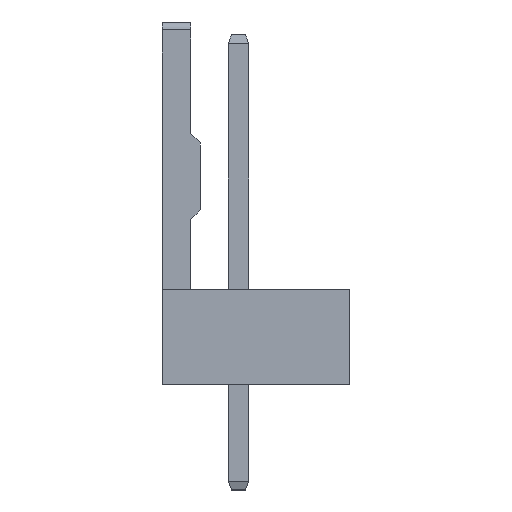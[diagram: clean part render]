
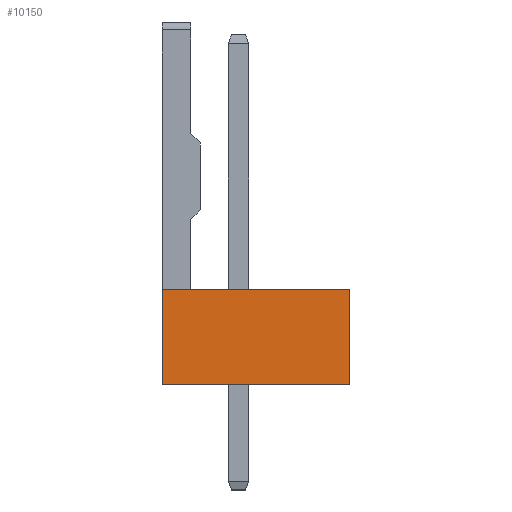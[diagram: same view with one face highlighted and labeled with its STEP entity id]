
A CAD part, left-side view. The second image highlights one B-rep face of the part: STEP entity #10150.
In plain terms, the highlighted planar face has unit normal (-1, 0, 0).
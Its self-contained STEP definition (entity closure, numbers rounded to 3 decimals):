
#498 = DIRECTION ( 'NONE',  ( 0., -1., 0. ) ) ;
#951 = CARTESIAN_POINT ( 'NONE',  ( -1.27, -3.5, 0. ) ) ;
#1013 = ORIENTED_EDGE ( 'NONE', *, *, #9826, .T. ) ;
#1131 = LINE ( 'NONE', #2848, #7929 ) ;
#1517 = LINE ( 'NONE', #8932, #9330 ) ;
#1616 = VERTEX_POINT ( 'NONE', #9037 ) ;
#1928 = DIRECTION ( 'NONE',  ( -1., 0., 0. ) ) ;
#2150 = DIRECTION ( 'NONE',  ( 0., 1., 0. ) ) ;
#2800 = CARTESIAN_POINT ( 'NONE',  ( -1.27, 2.4, 0. ) ) ;
#2848 = CARTESIAN_POINT ( 'NONE',  ( -1.27, 2.4, 0. ) ) ;
#2975 = LINE ( 'NONE', #3961, #8571 ) ;
#3005 = ORIENTED_EDGE ( 'NONE', *, *, #4871, .T. ) ;
#3556 = CARTESIAN_POINT ( 'NONE',  ( -1.27, 2.4, 3. ) ) ;
#3568 = EDGE_CURVE ( 'NONE', #6729, #1616, #9687, .T. ) ;
#3961 = CARTESIAN_POINT ( 'NONE',  ( -1.27, 2.4, 0. ) ) ;
#4412 = EDGE_CURVE ( 'NONE', #5977, #10672, #1131, .T. ) ;
#4871 = EDGE_CURVE ( 'NONE', #1616, #10672, #1517, .T. ) ;
#4872 = ORIENTED_EDGE ( 'NONE', *, *, #4412, .F. ) ;
#5341 = EDGE_LOOP ( 'NONE', ( #3005, #4872, #1013, #5993 ) ) ;
#5704 = FACE_OUTER_BOUND ( 'NONE', #5341, .T. ) ;
#5779 = CARTESIAN_POINT ( 'NONE',  ( -1.27, 2.4, 0. ) ) ;
#5977 = VERTEX_POINT ( 'NONE', #5779 ) ;
#5993 = ORIENTED_EDGE ( 'NONE', *, *, #3568, .T. ) ;
#6164 = DIRECTION ( 'NONE',  ( 0., 0., 1. ) ) ;
#6729 = VERTEX_POINT ( 'NONE', #951 ) ;
#7187 = CARTESIAN_POINT ( 'NONE',  ( -1.27, -3.5, 0. ) ) ;
#7284 = DIRECTION ( 'NONE',  ( 0., 0., 1. ) ) ;
#7890 = VECTOR ( 'NONE', #7284, 1000. ) ;
#7929 = VECTOR ( 'NONE', #6164, 1000. ) ;
#8546 = PLANE ( 'NONE',  #9335 ) ;
#8571 = VECTOR ( 'NONE', #498, 1000. ) ;
#8631 = DIRECTION ( 'NONE',  ( 0., 0., 1. ) ) ;
#8932 = CARTESIAN_POINT ( 'NONE',  ( -1.27, 2.4, 3. ) ) ;
#9037 = CARTESIAN_POINT ( 'NONE',  ( -1.27, -3.5, 3. ) ) ;
#9330 = VECTOR ( 'NONE', #2150, 1000. ) ;
#9335 = AXIS2_PLACEMENT_3D ( 'NONE', #2800, #1928, #8631 ) ;
#9687 = LINE ( 'NONE', #7187, #7890 ) ;
#9826 = EDGE_CURVE ( 'NONE', #5977, #6729, #2975, .T. ) ;
#10150 = ADVANCED_FACE ( 'NONE', ( #5704 ), #8546, .T. ) ;
#10672 = VERTEX_POINT ( 'NONE', #3556 ) ;
